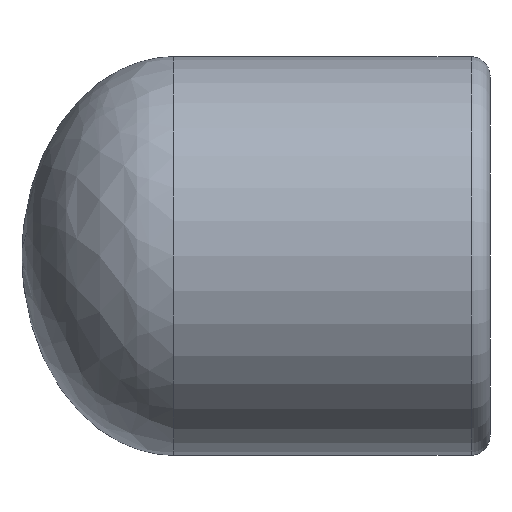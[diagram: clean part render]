
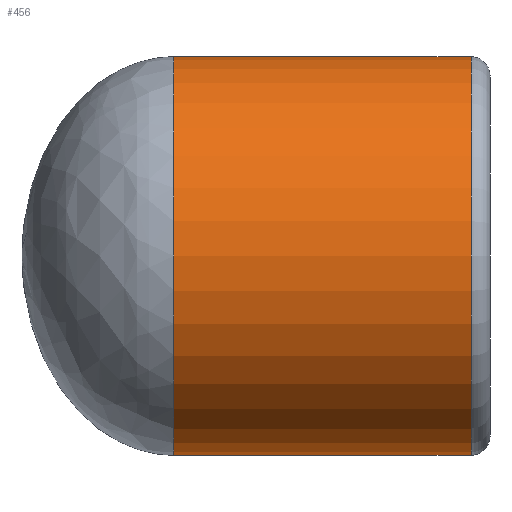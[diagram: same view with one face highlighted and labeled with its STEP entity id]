
A CAD part, left-side view. The second image highlights one B-rep face of the part: STEP entity #456.
In plain terms, the highlighted cylindrical face has radius 31.5 mm (diameter 63 mm), a partial arc.
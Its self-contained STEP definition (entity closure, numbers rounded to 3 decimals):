
#4 = CARTESIAN_POINT ( 'NONE',  ( 0., 50., 31.5 ) ) ;
#39 = LINE ( 'NONE', #390, #891 ) ;
#63 = CARTESIAN_POINT ( 'NONE',  ( 0., 3., 31.5 ) ) ;
#73 = ORIENTED_EDGE ( 'NONE', *, *, #95, .T. ) ;
#76 = CARTESIAN_POINT ( 'NONE',  ( 0., 3., 0. ) ) ;
#95 = EDGE_CURVE ( 'NONE', #268, #307, #844, .T. ) ;
#133 = DIRECTION ( 'NONE',  ( 0., 1., 0. ) ) ;
#207 = LINE ( 'NONE', #395, #299 ) ;
#213 = DIRECTION ( 'NONE',  ( 0., 0., 1. ) ) ;
#215 = AXIS2_PLACEMENT_3D ( 'NONE', #868, #679, #727 ) ;
#230 = ORIENTED_EDGE ( 'NONE', *, *, #878, .F. ) ;
#241 = AXIS2_PLACEMENT_3D ( 'NONE', #640, #133, #213 ) ;
#268 = VERTEX_POINT ( 'NONE', #834 ) ;
#271 = FACE_OUTER_BOUND ( 'NONE', #483, .T. ) ;
#282 = DIRECTION ( 'NONE',  ( 0., 1., 0. ) ) ;
#299 = VECTOR ( 'NONE', #460, 1000. ) ;
#301 = VERTEX_POINT ( 'NONE', #4 ) ;
#307 = VERTEX_POINT ( 'NONE', #63 ) ;
#328 = CARTESIAN_POINT ( 'NONE',  ( 0., 50., -31.5 ) ) ;
#356 = EDGE_CURVE ( 'NONE', #301, #307, #39, .T. ) ;
#390 = CARTESIAN_POINT ( 'NONE',  ( 0., 50., 31.5 ) ) ;
#395 = CARTESIAN_POINT ( 'NONE',  ( 0., 50., -31.5 ) ) ;
#422 = ORIENTED_EDGE ( 'NONE', *, *, #356, .F. ) ;
#456 = ADVANCED_FACE ( 'NONE', ( #271 ), #854, .T. ) ;
#460 = DIRECTION ( 'NONE',  ( 0., -1., 0. ) ) ;
#483 = EDGE_LOOP ( 'NONE', ( #422, #230, #881, #73 ) ) ;
#631 = DIRECTION ( 'NONE',  ( 0., 0., 1. ) ) ;
#640 = CARTESIAN_POINT ( 'NONE',  ( 0., 50., 0. ) ) ;
#670 = EDGE_CURVE ( 'NONE', #698, #268, #207, .T. ) ;
#679 = DIRECTION ( 'NONE',  ( 0., -1., 0. ) ) ;
#694 = AXIS2_PLACEMENT_3D ( 'NONE', #76, #282, #631 ) ;
#698 = VERTEX_POINT ( 'NONE', #328 ) ;
#717 = DIRECTION ( 'NONE',  ( 0., -1., 0. ) ) ;
#727 = DIRECTION ( 'NONE',  ( 0., 0., -1. ) ) ;
#834 = CARTESIAN_POINT ( 'NONE',  ( 0., 3., -31.5 ) ) ;
#844 = CIRCLE ( 'NONE', #694, 31.5 ) ;
#854 = CYLINDRICAL_SURFACE ( 'NONE', #215, 31.5 ) ;
#868 = CARTESIAN_POINT ( 'NONE',  ( 0., 50., 0. ) ) ;
#878 = EDGE_CURVE ( 'NONE', #698, #301, #896, .T. ) ;
#881 = ORIENTED_EDGE ( 'NONE', *, *, #670, .T. ) ;
#891 = VECTOR ( 'NONE', #717, 1000. ) ;
#896 = CIRCLE ( 'NONE', #241, 31.5 ) ;
